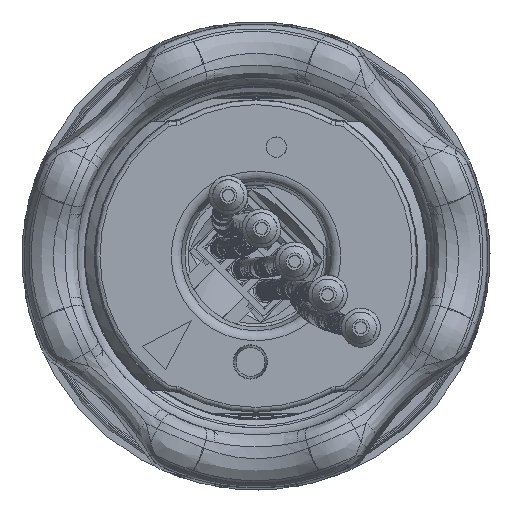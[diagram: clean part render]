
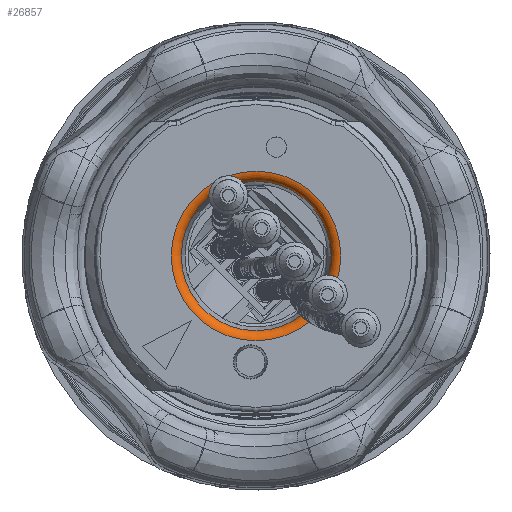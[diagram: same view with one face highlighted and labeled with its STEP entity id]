
A CAD part, front view. The second image highlights one B-rep face of the part: STEP entity #26857.
In plain terms, the highlighted toroidal (fillet/blend) face has major radius 5.437 mm and minor radius 0.65 mm.
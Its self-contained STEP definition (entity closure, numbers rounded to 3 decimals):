
#1131 = VERTEX_POINT ( 'NONE', #25200 ) ;
#5170 = AXIS2_PLACEMENT_3D ( 'NONE', #37410, #6293, #27171 ) ;
#6293 = DIRECTION ( 'NONE',  ( 0., 1., 0. ) ) ;
#9920 = CARTESIAN_POINT ( 'NONE',  ( 0., -0.85, 0. ) ) ;
#15413 = CIRCLE ( 'NONE', #5170, 5.437 ) ;
#16864 = TOROIDAL_SURFACE ( 'NONE', #29069, 5.437, 0.65 ) ;
#16924 = EDGE_LOOP ( 'NONE', ( #19500 ) ) ;
#19500 = ORIENTED_EDGE ( 'NONE', *, *, #21671, .F. ) ;
#21006 = CARTESIAN_POINT ( 'NONE',  ( 0., -0.894, 0. ) ) ;
#21591 = CARTESIAN_POINT ( 'NONE',  ( 5.437, -1.5, 0. ) ) ;
#21671 = EDGE_CURVE ( 'NONE', #1131, #1131, #36416, .T. ) ;
#23573 = FACE_OUTER_BOUND ( 'NONE', #43199, .T. ) ;
#25200 = CARTESIAN_POINT ( 'NONE',  ( -4.788, -0.894, 0. ) ) ;
#26857 = ADVANCED_FACE ( 'NONE', ( #23573, #43800 ), #16864, .T. ) ;
#26859 = EDGE_CURVE ( 'NONE', #34953, #34953, #15413, .T. ) ;
#27171 = DIRECTION ( 'NONE',  ( 1., 0., 0. ) ) ;
#27681 = AXIS2_PLACEMENT_3D ( 'NONE', #21006, #33910, #34590 ) ;
#29069 = AXIS2_PLACEMENT_3D ( 'NONE', #9920, #40165, #40831 ) ;
#32319 = ORIENTED_EDGE ( 'NONE', *, *, #26859, .F. ) ;
#33910 = DIRECTION ( 'NONE',  ( 0., -1., 0. ) ) ;
#34590 = DIRECTION ( 'NONE',  ( -1., 0., 0. ) ) ;
#34953 = VERTEX_POINT ( 'NONE', #21591 ) ;
#36416 = CIRCLE ( 'NONE', #27681, 4.788 ) ;
#37410 = CARTESIAN_POINT ( 'NONE',  ( 0., -1.5, 0. ) ) ;
#40165 = DIRECTION ( 'NONE',  ( 0., -1., 0. ) ) ;
#40831 = DIRECTION ( 'NONE',  ( -1., 0., 0. ) ) ;
#43199 = EDGE_LOOP ( 'NONE', ( #32319 ) ) ;
#43800 = FACE_OUTER_BOUND ( 'NONE', #16924, .T. ) ;
